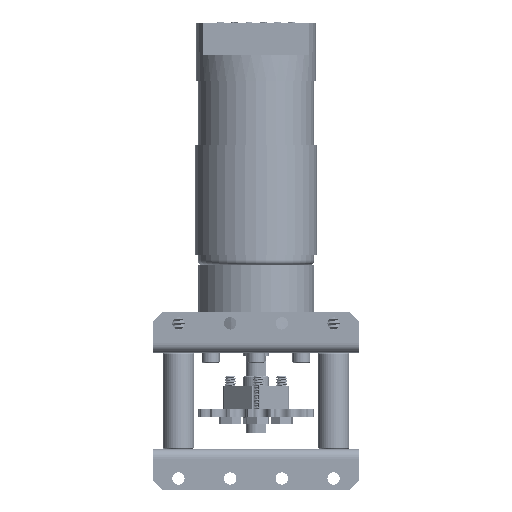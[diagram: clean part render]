
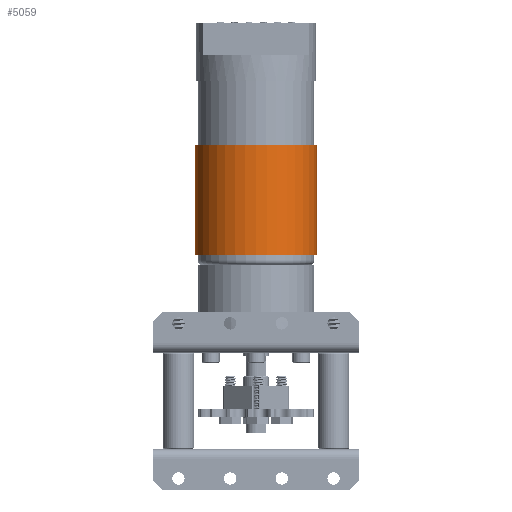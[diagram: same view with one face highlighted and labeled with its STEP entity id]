
A CAD part, front view. The second image highlights one B-rep face of the part: STEP entity #5059.
In plain terms, the highlighted cylindrical face has radius 19 mm (diameter 38 mm), a partial arc.
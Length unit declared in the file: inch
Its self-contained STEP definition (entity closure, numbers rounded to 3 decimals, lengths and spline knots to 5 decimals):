
#741 = DIRECTION ( 'NONE',  ( -1., 0., 0. ) ) ;
#3508 = CARTESIAN_POINT ( 'NONE',  ( 0.74803, 0., -1.45669 ) ) ;
#5059 = ADVANCED_FACE ( 'NONE', ( #17598 ), #47469, .T. ) ;
#6443 = CARTESIAN_POINT ( 'NONE',  ( 0.74803, 0., -0.11811 ) ) ;
#8531 = CARTESIAN_POINT ( 'NONE',  ( 0., 0., -1.45669 ) ) ;
#9976 = EDGE_CURVE ( 'NONE', #53315, #28012, #30158, .T. ) ;
#11431 = CARTESIAN_POINT ( 'NONE',  ( 0.74803, 0., -0.11811 ) ) ;
#13251 = DIRECTION ( 'NONE',  ( -1., 0., 0. ) ) ;
#14804 = DIRECTION ( 'NONE',  ( -1., 0., 0. ) ) ;
#17598 = FACE_OUTER_BOUND ( 'NONE', #43065, .T. ) ;
#17692 = EDGE_CURVE ( 'NONE', #53315, #33277, #37623, .T. ) ;
#19219 = CARTESIAN_POINT ( 'NONE',  ( -0.74803, 0., -0.11811 ) ) ;
#20463 = CIRCLE ( 'NONE', #60175, 0.74803 ) ;
#23926 = DIRECTION ( 'NONE',  ( 0., 0., -1. ) ) ;
#28012 = VERTEX_POINT ( 'NONE', #53522 ) ;
#28139 = ORIENTED_EDGE ( 'NONE', *, *, #39939, .F. ) ;
#28703 = DIRECTION ( 'NONE',  ( 0., 0., -1. ) ) ;
#28745 = ORIENTED_EDGE ( 'NONE', *, *, #46361, .T. ) ;
#29569 = CARTESIAN_POINT ( 'NONE',  ( -0.74803, 0., -0.11811 ) ) ;
#30158 = LINE ( 'NONE', #19219, #47611 ) ;
#30845 = ORIENTED_EDGE ( 'NONE', *, *, #9976, .F. ) ;
#32874 = ORIENTED_EDGE ( 'NONE', *, *, #17692, .T. ) ;
#33277 = VERTEX_POINT ( 'NONE', #6443 ) ;
#33646 = DIRECTION ( 'NONE',  ( 0., 0., -1. ) ) ;
#37623 = CIRCLE ( 'NONE', #56143, 0.74803 ) ;
#38550 = LINE ( 'NONE', #11431, #51021 ) ;
#39353 = DIRECTION ( 'NONE',  ( 0., 0., -1. ) ) ;
#39939 = EDGE_CURVE ( 'NONE', #28012, #57314, #20463, .T. ) ;
#41144 = DIRECTION ( 'NONE',  ( 0., 0., -1. ) ) ;
#42659 = CARTESIAN_POINT ( 'NONE',  ( 0., 0., -0.11811 ) ) ;
#43065 = EDGE_LOOP ( 'NONE', ( #32874, #28745, #28139, #30845 ) ) ;
#46361 = EDGE_CURVE ( 'NONE', #33277, #57314, #38550, .T. ) ;
#46398 = AXIS2_PLACEMENT_3D ( 'NONE', #42659, #23926, #14804 ) ;
#47469 = CYLINDRICAL_SURFACE ( 'NONE', #46398, 0.74803 ) ;
#47611 = VECTOR ( 'NONE', #33646, 39.37008 ) ;
#51021 = VECTOR ( 'NONE', #39353, 39.37008 ) ;
#53315 = VERTEX_POINT ( 'NONE', #29569 ) ;
#53522 = CARTESIAN_POINT ( 'NONE',  ( -0.74803, 0., -1.45669 ) ) ;
#56143 = AXIS2_PLACEMENT_3D ( 'NONE', #56656, #28703, #741 ) ;
#56656 = CARTESIAN_POINT ( 'NONE',  ( 0., 0., -0.11811 ) ) ;
#57314 = VERTEX_POINT ( 'NONE', #3508 ) ;
#60175 = AXIS2_PLACEMENT_3D ( 'NONE', #8531, #41144, #13251 ) ;
